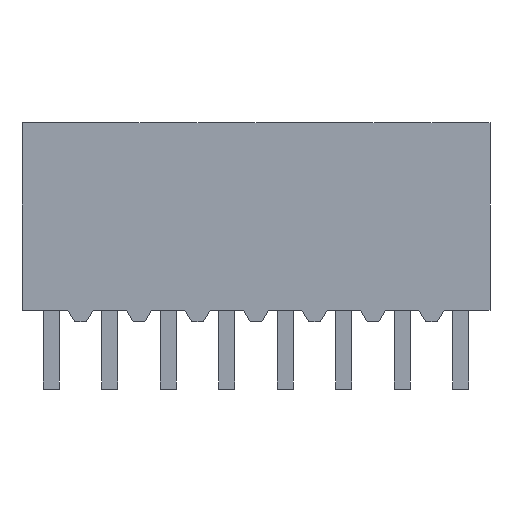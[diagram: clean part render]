
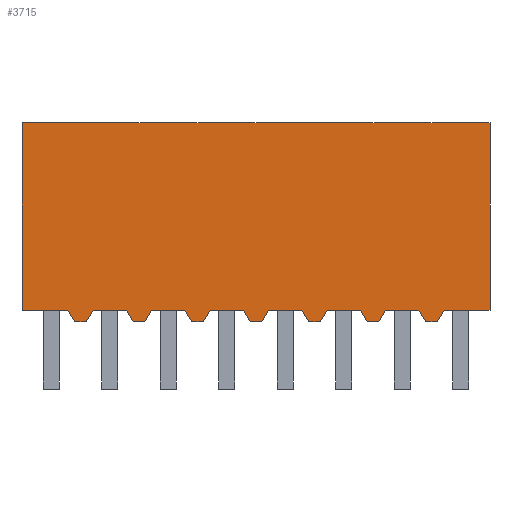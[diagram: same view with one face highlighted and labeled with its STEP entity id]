
A CAD part, front view. The second image highlights one B-rep face of the part: STEP entity #3715.
In plain terms, the highlighted planar face has unit normal (0, -1, 0).
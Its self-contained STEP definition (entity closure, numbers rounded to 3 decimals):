
#45=FACE_OUTER_BOUND('',#275,.T.);
#275=EDGE_LOOP('',(#2603,#2604,#2605,#2606,#2607,#2608,#2609,#2610,#2611,
#2612,#2613,#2614,#2615,#2616,#2617,#2618,#2619,#2620,#2621,#2622,#2623,
#2624,#2625,#2626,#2627,#2628,#2629,#2630,#2631,#2632,#2633,#2634));
#494=LINE('',#5116,#1026);
#527=LINE('',#5183,#1059);
#562=LINE('',#5254,#1094);
#566=LINE('',#5262,#1098);
#570=LINE('',#5270,#1102);
#574=LINE('',#5278,#1106);
#578=LINE('',#5286,#1110);
#582=LINE('',#5294,#1114);
#586=LINE('',#5302,#1118);
#609=LINE('',#5340,#1141);
#647=LINE('',#5415,#1179);
#648=LINE('',#5417,#1180);
#649=LINE('',#5419,#1181);
#650=LINE('',#5421,#1182);
#651=LINE('',#5422,#1183);
#652=LINE('',#5424,#1184);
#653=LINE('',#5426,#1185);
#654=LINE('',#5427,#1186);
#655=LINE('',#5429,#1187);
#656=LINE('',#5431,#1188);
#657=LINE('',#5432,#1189);
#658=LINE('',#5434,#1190);
#659=LINE('',#5436,#1191);
#660=LINE('',#5437,#1192);
#661=LINE('',#5439,#1193);
#662=LINE('',#5441,#1194);
#663=LINE('',#5442,#1195);
#664=LINE('',#5444,#1196);
#665=LINE('',#5446,#1197);
#666=LINE('',#5447,#1198);
#667=LINE('',#5449,#1199);
#668=LINE('',#5450,#1200);
#1026=VECTOR('',#4152,20.32);
#1059=VECTOR('',#4187,8.128);
#1094=VECTOR('',#4226,1.445);
#1098=VECTOR('',#4230,1.445);
#1102=VECTOR('',#4234,1.445);
#1106=VECTOR('',#4238,1.445);
#1110=VECTOR('',#4242,1.445);
#1114=VECTOR('',#4246,1.445);
#1118=VECTOR('',#4250,1.993);
#1141=VECTOR('',#4273,1.993);
#1179=VECTOR('',#4315,0.587);
#1180=VECTOR('',#4318,8.128);
#1181=VECTOR('',#4319,0.587);
#1182=VECTOR('',#4320,0.508);
#1183=VECTOR('',#4321,0.587);
#1184=VECTOR('',#4322,0.587);
#1185=VECTOR('',#4323,0.508);
#1186=VECTOR('',#4324,0.587);
#1187=VECTOR('',#4325,0.587);
#1188=VECTOR('',#4326,0.508);
#1189=VECTOR('',#4327,0.587);
#1190=VECTOR('',#4328,0.587);
#1191=VECTOR('',#4329,0.508);
#1192=VECTOR('',#4330,0.587);
#1193=VECTOR('',#4331,0.587);
#1194=VECTOR('',#4332,0.508);
#1195=VECTOR('',#4333,0.587);
#1196=VECTOR('',#4334,0.587);
#1197=VECTOR('',#4335,0.508);
#1198=VECTOR('',#4336,0.587);
#1199=VECTOR('',#4337,0.508);
#1200=VECTOR('',#4338,0.587);
#1556=VERTEX_POINT('',#5110);
#1558=VERTEX_POINT('',#5114);
#1591=VERTEX_POINT('',#5182);
#1624=VERTEX_POINT('',#5251);
#1625=VERTEX_POINT('',#5253);
#1628=VERTEX_POINT('',#5259);
#1629=VERTEX_POINT('',#5261);
#1632=VERTEX_POINT('',#5267);
#1633=VERTEX_POINT('',#5269);
#1636=VERTEX_POINT('',#5275);
#1637=VERTEX_POINT('',#5277);
#1640=VERTEX_POINT('',#5283);
#1641=VERTEX_POINT('',#5285);
#1644=VERTEX_POINT('',#5291);
#1645=VERTEX_POINT('',#5293);
#1648=VERTEX_POINT('',#5299);
#1649=VERTEX_POINT('',#5301);
#1664=VERTEX_POINT('',#5339);
#1699=VERTEX_POINT('',#5413);
#1700=VERTEX_POINT('',#5418);
#1701=VERTEX_POINT('',#5420);
#1702=VERTEX_POINT('',#5423);
#1703=VERTEX_POINT('',#5425);
#1704=VERTEX_POINT('',#5428);
#1705=VERTEX_POINT('',#5430);
#1706=VERTEX_POINT('',#5433);
#1707=VERTEX_POINT('',#5435);
#1708=VERTEX_POINT('',#5438);
#1709=VERTEX_POINT('',#5440);
#1710=VERTEX_POINT('',#5443);
#1711=VERTEX_POINT('',#5445);
#1712=VERTEX_POINT('',#5448);
#1902=EDGE_CURVE('',#1556,#1558,#494,.T.);
#1935=EDGE_CURVE('',#1556,#1591,#527,.T.);
#1970=EDGE_CURVE('',#1624,#1625,#562,.T.);
#1974=EDGE_CURVE('',#1628,#1629,#566,.T.);
#1978=EDGE_CURVE('',#1632,#1633,#570,.T.);
#1982=EDGE_CURVE('',#1636,#1637,#574,.T.);
#1986=EDGE_CURVE('',#1640,#1641,#578,.T.);
#1990=EDGE_CURVE('',#1644,#1645,#582,.T.);
#1994=EDGE_CURVE('',#1648,#1649,#586,.T.);
#2017=EDGE_CURVE('',#1591,#1664,#609,.T.);
#2055=EDGE_CURVE('',#1624,#1699,#647,.T.);
#2056=EDGE_CURVE('',#1558,#1649,#648,.T.);
#2057=EDGE_CURVE('',#1648,#1700,#649,.T.);
#2058=EDGE_CURVE('',#1700,#1701,#650,.T.);
#2059=EDGE_CURVE('',#1701,#1645,#651,.T.);
#2060=EDGE_CURVE('',#1644,#1702,#652,.T.);
#2061=EDGE_CURVE('',#1702,#1703,#653,.T.);
#2062=EDGE_CURVE('',#1703,#1641,#654,.T.);
#2063=EDGE_CURVE('',#1640,#1704,#655,.T.);
#2064=EDGE_CURVE('',#1704,#1705,#656,.T.);
#2065=EDGE_CURVE('',#1705,#1637,#657,.T.);
#2066=EDGE_CURVE('',#1636,#1706,#658,.T.);
#2067=EDGE_CURVE('',#1706,#1707,#659,.T.);
#2068=EDGE_CURVE('',#1707,#1633,#660,.T.);
#2069=EDGE_CURVE('',#1632,#1708,#661,.T.);
#2070=EDGE_CURVE('',#1708,#1709,#662,.T.);
#2071=EDGE_CURVE('',#1709,#1629,#663,.T.);
#2072=EDGE_CURVE('',#1628,#1710,#664,.T.);
#2073=EDGE_CURVE('',#1710,#1711,#665,.T.);
#2074=EDGE_CURVE('',#1711,#1625,#666,.T.);
#2075=EDGE_CURVE('',#1699,#1712,#667,.T.);
#2076=EDGE_CURVE('',#1712,#1664,#668,.T.);
#2603=ORIENTED_EDGE('',*,*,#2017,.F.);
#2604=ORIENTED_EDGE('',*,*,#1935,.F.);
#2605=ORIENTED_EDGE('',*,*,#1902,.T.);
#2606=ORIENTED_EDGE('',*,*,#2056,.T.);
#2607=ORIENTED_EDGE('',*,*,#1994,.F.);
#2608=ORIENTED_EDGE('',*,*,#2057,.T.);
#2609=ORIENTED_EDGE('',*,*,#2058,.T.);
#2610=ORIENTED_EDGE('',*,*,#2059,.T.);
#2611=ORIENTED_EDGE('',*,*,#1990,.F.);
#2612=ORIENTED_EDGE('',*,*,#2060,.T.);
#2613=ORIENTED_EDGE('',*,*,#2061,.T.);
#2614=ORIENTED_EDGE('',*,*,#2062,.T.);
#2615=ORIENTED_EDGE('',*,*,#1986,.F.);
#2616=ORIENTED_EDGE('',*,*,#2063,.T.);
#2617=ORIENTED_EDGE('',*,*,#2064,.T.);
#2618=ORIENTED_EDGE('',*,*,#2065,.T.);
#2619=ORIENTED_EDGE('',*,*,#1982,.F.);
#2620=ORIENTED_EDGE('',*,*,#2066,.T.);
#2621=ORIENTED_EDGE('',*,*,#2067,.T.);
#2622=ORIENTED_EDGE('',*,*,#2068,.T.);
#2623=ORIENTED_EDGE('',*,*,#1978,.F.);
#2624=ORIENTED_EDGE('',*,*,#2069,.T.);
#2625=ORIENTED_EDGE('',*,*,#2070,.T.);
#2626=ORIENTED_EDGE('',*,*,#2071,.T.);
#2627=ORIENTED_EDGE('',*,*,#1974,.F.);
#2628=ORIENTED_EDGE('',*,*,#2072,.T.);
#2629=ORIENTED_EDGE('',*,*,#2073,.T.);
#2630=ORIENTED_EDGE('',*,*,#2074,.T.);
#2631=ORIENTED_EDGE('',*,*,#1970,.F.);
#2632=ORIENTED_EDGE('',*,*,#2055,.T.);
#2633=ORIENTED_EDGE('',*,*,#2075,.T.);
#2634=ORIENTED_EDGE('',*,*,#2076,.T.);
#3501=PLANE('',#3937);
#3715=ADVANCED_FACE('',(#45),#3501,.T.);
#3937=AXIS2_PLACEMENT_3D('',#5416,#4316,#4317);
#4152=DIRECTION('',(-1.,0.,0.));
#4187=DIRECTION('',(0.,0.,-1.));
#4226=DIRECTION('',(-1.,0.,0.));
#4230=DIRECTION('',(-1.,0.,0.));
#4234=DIRECTION('',(-1.,0.,0.));
#4238=DIRECTION('',(-1.,0.,0.));
#4242=DIRECTION('',(-1.,0.,0.));
#4246=DIRECTION('',(-1.,0.,0.));
#4250=DIRECTION('',(-1.,0.,0.));
#4273=DIRECTION('',(-1.,0.,0.));
#4315=DIRECTION('',(0.5,0.,-0.866));
#4316=DIRECTION('center_axis',(0.,-1.,0.));
#4317=DIRECTION('ref_axis',(-1.,0.,0.));
#4318=DIRECTION('',(0.,0.,-1.));
#4319=DIRECTION('',(0.5,0.,-0.866));
#4320=DIRECTION('',(1.,0.,0.));
#4321=DIRECTION('',(0.5,0.,0.866));
#4322=DIRECTION('',(0.5,0.,-0.866));
#4323=DIRECTION('',(1.,0.,0.));
#4324=DIRECTION('',(0.5,0.,0.866));
#4325=DIRECTION('',(0.5,0.,-0.866));
#4326=DIRECTION('',(1.,0.,0.));
#4327=DIRECTION('',(0.5,0.,0.866));
#4328=DIRECTION('',(0.5,0.,-0.866));
#4329=DIRECTION('',(1.,0.,0.));
#4330=DIRECTION('',(0.5,0.,0.866));
#4331=DIRECTION('',(0.5,0.,-0.866));
#4332=DIRECTION('',(1.,0.,0.));
#4333=DIRECTION('',(0.5,0.,0.866));
#4334=DIRECTION('',(0.5,0.,-0.866));
#4335=DIRECTION('',(1.,0.,0.));
#4336=DIRECTION('',(0.5,0.,0.866));
#4337=DIRECTION('',(1.,0.,0.));
#4338=DIRECTION('',(0.5,0.,0.866));
#5110=CARTESIAN_POINT('',(10.16,-1.778,0.));
#5114=CARTESIAN_POINT('',(-10.16,-1.778,0.));
#5116=CARTESIAN_POINT('',(10.16,-1.778,0.));
#5182=CARTESIAN_POINT('',(10.16,-1.778,-8.128));
#5183=CARTESIAN_POINT('',(10.16,-1.778,0.));
#5251=CARTESIAN_POINT('',(7.073,-1.778,-8.128));
#5253=CARTESIAN_POINT('',(5.627,-1.778,-8.128));
#5254=CARTESIAN_POINT('',(7.073,-1.778,-8.128));
#5259=CARTESIAN_POINT('',(4.533,-1.778,-8.128));
#5261=CARTESIAN_POINT('',(3.087,-1.778,-8.128));
#5262=CARTESIAN_POINT('',(4.533,-1.778,-8.128));
#5267=CARTESIAN_POINT('',(1.993,-1.778,-8.128));
#5269=CARTESIAN_POINT('',(0.547,-1.778,-8.128));
#5270=CARTESIAN_POINT('',(1.993,-1.778,-8.128));
#5275=CARTESIAN_POINT('',(-0.547,-1.778,-8.128));
#5277=CARTESIAN_POINT('',(-1.993,-1.778,-8.128));
#5278=CARTESIAN_POINT('',(-0.547,-1.778,-8.128));
#5283=CARTESIAN_POINT('',(-3.087,-1.778,-8.128));
#5285=CARTESIAN_POINT('',(-4.533,-1.778,-8.128));
#5286=CARTESIAN_POINT('',(-3.087,-1.778,-8.128));
#5291=CARTESIAN_POINT('',(-5.627,-1.778,-8.128));
#5293=CARTESIAN_POINT('',(-7.073,-1.778,-8.128));
#5294=CARTESIAN_POINT('',(-5.627,-1.778,-8.128));
#5299=CARTESIAN_POINT('',(-8.167,-1.778,-8.128));
#5301=CARTESIAN_POINT('',(-10.16,-1.778,-8.128));
#5302=CARTESIAN_POINT('',(-8.167,-1.778,-8.128));
#5339=CARTESIAN_POINT('',(8.167,-1.778,-8.128));
#5340=CARTESIAN_POINT('',(10.16,-1.778,-8.128));
#5413=CARTESIAN_POINT('',(7.366,-1.778,-8.636));
#5415=CARTESIAN_POINT('',(7.073,-1.778,-8.128));
#5416=CARTESIAN_POINT('Origin',(10.16,-1.778,0.));
#5417=CARTESIAN_POINT('',(-10.16,-1.778,0.));
#5418=CARTESIAN_POINT('',(-7.874,-1.778,-8.636));
#5419=CARTESIAN_POINT('',(-8.167,-1.778,-8.128));
#5420=CARTESIAN_POINT('',(-7.366,-1.778,-8.636));
#5421=CARTESIAN_POINT('',(-7.874,-1.778,-8.636));
#5422=CARTESIAN_POINT('',(-7.366,-1.778,-8.636));
#5423=CARTESIAN_POINT('',(-5.334,-1.778,-8.636));
#5424=CARTESIAN_POINT('',(-5.627,-1.778,-8.128));
#5425=CARTESIAN_POINT('',(-4.826,-1.778,-8.636));
#5426=CARTESIAN_POINT('',(-5.334,-1.778,-8.636));
#5427=CARTESIAN_POINT('',(-4.826,-1.778,-8.636));
#5428=CARTESIAN_POINT('',(-2.794,-1.778,-8.636));
#5429=CARTESIAN_POINT('',(-3.087,-1.778,-8.128));
#5430=CARTESIAN_POINT('',(-2.286,-1.778,-8.636));
#5431=CARTESIAN_POINT('',(-2.794,-1.778,-8.636));
#5432=CARTESIAN_POINT('',(-2.286,-1.778,-8.636));
#5433=CARTESIAN_POINT('',(-0.254,-1.778,-8.636));
#5434=CARTESIAN_POINT('',(-0.547,-1.778,-8.128));
#5435=CARTESIAN_POINT('',(0.254,-1.778,-8.636));
#5436=CARTESIAN_POINT('',(-0.254,-1.778,-8.636));
#5437=CARTESIAN_POINT('',(0.254,-1.778,-8.636));
#5438=CARTESIAN_POINT('',(2.286,-1.778,-8.636));
#5439=CARTESIAN_POINT('',(1.993,-1.778,-8.128));
#5440=CARTESIAN_POINT('',(2.794,-1.778,-8.636));
#5441=CARTESIAN_POINT('',(2.286,-1.778,-8.636));
#5442=CARTESIAN_POINT('',(2.794,-1.778,-8.636));
#5443=CARTESIAN_POINT('',(4.826,-1.778,-8.636));
#5444=CARTESIAN_POINT('',(4.533,-1.778,-8.128));
#5445=CARTESIAN_POINT('',(5.334,-1.778,-8.636));
#5446=CARTESIAN_POINT('',(4.826,-1.778,-8.636));
#5447=CARTESIAN_POINT('',(5.334,-1.778,-8.636));
#5448=CARTESIAN_POINT('',(7.874,-1.778,-8.636));
#5449=CARTESIAN_POINT('',(7.366,-1.778,-8.636));
#5450=CARTESIAN_POINT('',(7.874,-1.778,-8.636));
